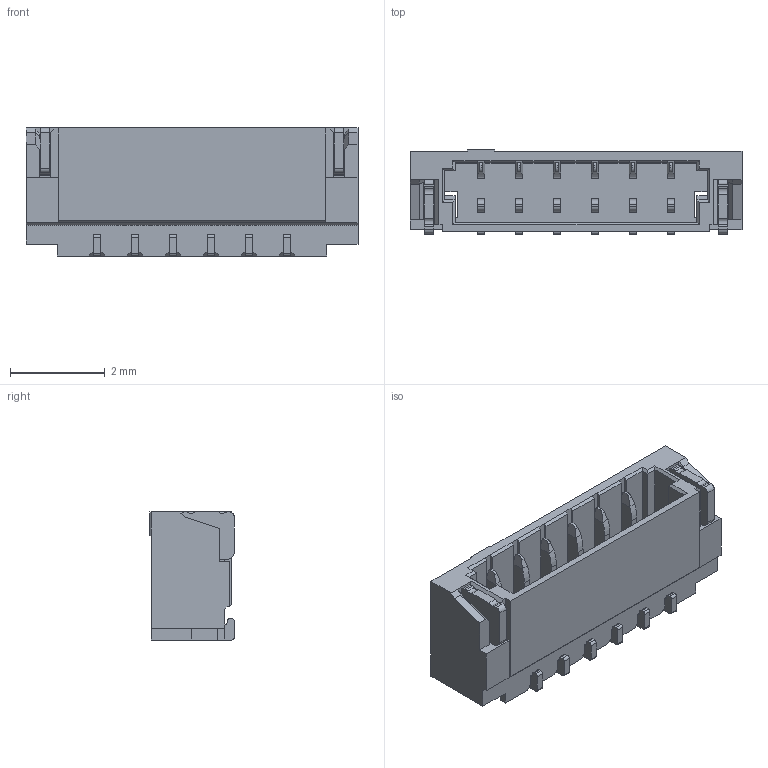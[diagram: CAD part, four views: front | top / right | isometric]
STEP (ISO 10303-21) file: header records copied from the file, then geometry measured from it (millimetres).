
FILE_DESCRIPTION(('CoCreate Modeling STEP Export'),'2;1');
FILE_NAME('WB0811H-06.stp','2021-09-09T13:51:02',(''),(''),'CoCreate Modeling STEP processor for AP214 (Solid Model)','CoCreate Modeling 16.00 13-May-2008 (C) Parametric Technology GmbH','');
FILE_SCHEMA(('AUTOMOTIVE_DESIGN { 1 0 10303 214 1 1 1 1 }'));
Length unit declared in the file: millimetre
Products named in the file (3): WB0811H-06; WB0811H-06XXX; WB0811H-06XXX.
Assembly tree (2 placements, depth 2):
  WB0811H-06XXX.
    WB0811H-06XXX
    WB0811H-06
Bounding box: 7 x 1.78 x 2.7 mm (x, y, z)
Volume: 18.6 mm3; surface area: 134.2 mm2
Topology: 1 solids, 1 shells, 572 faces, 1874 edges, 1326 vertices
Faces by surface type: plane 392, cylinder 180
Entity records: 22166 total; most frequent: CARTESIAN_POINT 4257, ORIENTED_EDGE 3572, DIRECTION 3431, EDGE_CURVE 1786, VECTOR 1489, LINE 1489, VERTEX_POINT 1150, AXIS2_PLACEMENT_3D 971
